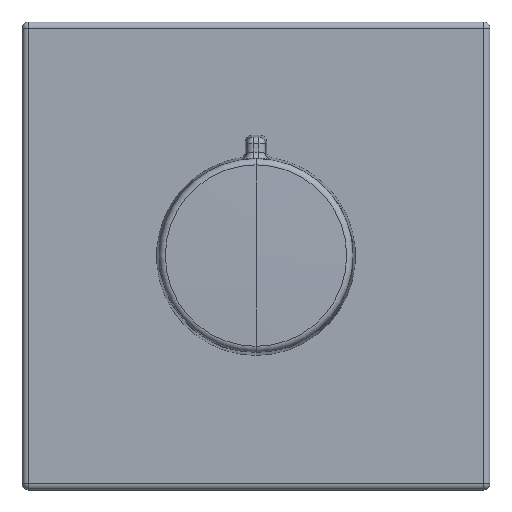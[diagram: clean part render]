
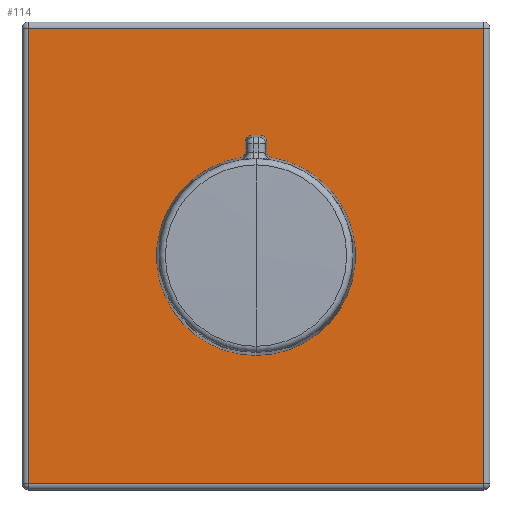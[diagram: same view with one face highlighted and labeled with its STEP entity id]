
A CAD part, top view. The second image highlights one B-rep face of the part: STEP entity #114.
In plain terms, the highlighted face is planar.
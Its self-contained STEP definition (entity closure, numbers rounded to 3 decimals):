
#20 = FACE_OUTER_BOUND ( 'NONE', #1414, .T. ) ;
#75 = CARTESIAN_POINT ( 'NONE',  ( 29.2, 9., 29.2 ) ) ;
#102 = EDGE_CURVE ( 'NONE', #1433, #1294, #524, .T. ) ;
#114 = ADVANCED_FACE ( 'NONE', ( #20 ), #1030, .F. ) ;
#172 = VECTOR ( 'NONE', #956, 1000. ) ;
#175 = ORIENTED_EDGE ( 'NONE', *, *, #554, .T. ) ;
#177 = LINE ( 'NONE', #1285, #1565 ) ;
#241 = VECTOR ( 'NONE', #482, 1000. ) ;
#301 = DIRECTION ( 'NONE',  ( 0., 0., 1. ) ) ;
#324 = ORIENTED_EDGE ( 'NONE', *, *, #827, .T. ) ;
#460 = DIRECTION ( 'NONE',  ( 0., 0., -1. ) ) ;
#482 = DIRECTION ( 'NONE',  ( -1., 0., 0. ) ) ;
#524 = LINE ( 'NONE', #960, #172 ) ;
#554 = EDGE_CURVE ( 'NONE', #1347, #1433, #177, .T. ) ;
#570 = ORIENTED_EDGE ( 'NONE', *, *, #102, .T. ) ;
#581 = LINE ( 'NONE', #879, #1684 ) ;
#596 = CARTESIAN_POINT ( 'NONE',  ( 29.2, 9., -29.2 ) ) ;
#721 = VERTEX_POINT ( 'NONE', #596 ) ;
#798 = EDGE_CURVE ( 'NONE', #1294, #721, #581, .T. ) ;
#816 = AXIS2_PLACEMENT_3D ( 'NONE', #946, #988, #1040 ) ;
#827 = EDGE_CURVE ( 'NONE', #721, #1347, #1268, .T. ) ;
#879 = CARTESIAN_POINT ( 'NONE',  ( 29.2, 9., -30. ) ) ;
#946 = CARTESIAN_POINT ( 'NONE',  ( 30., 9., -30. ) ) ;
#956 = DIRECTION ( 'NONE',  ( 1., 0., 0. ) ) ;
#960 = CARTESIAN_POINT ( 'NONE',  ( 30., 9., 29.2 ) ) ;
#988 = DIRECTION ( 'NONE',  ( 0., -1., 0. ) ) ;
#1030 = PLANE ( 'NONE',  #816 ) ;
#1040 = DIRECTION ( 'NONE',  ( 0., 0., -1. ) ) ;
#1043 = ORIENTED_EDGE ( 'NONE', *, *, #798, .T. ) ;
#1223 = CARTESIAN_POINT ( 'NONE',  ( -29.2, 9., -29.2 ) ) ;
#1268 = LINE ( 'NONE', #1320, #241 ) ;
#1285 = CARTESIAN_POINT ( 'NONE',  ( -29.2, 9., -30. ) ) ;
#1294 = VERTEX_POINT ( 'NONE', #75 ) ;
#1320 = CARTESIAN_POINT ( 'NONE',  ( 30., 9., -29.2 ) ) ;
#1333 = CARTESIAN_POINT ( 'NONE',  ( -29.2, 9., 29.2 ) ) ;
#1347 = VERTEX_POINT ( 'NONE', #1223 ) ;
#1414 = EDGE_LOOP ( 'NONE', ( #175, #570, #1043, #324 ) ) ;
#1433 = VERTEX_POINT ( 'NONE', #1333 ) ;
#1565 = VECTOR ( 'NONE', #301, 1000. ) ;
#1684 = VECTOR ( 'NONE', #460, 1000. ) ;
